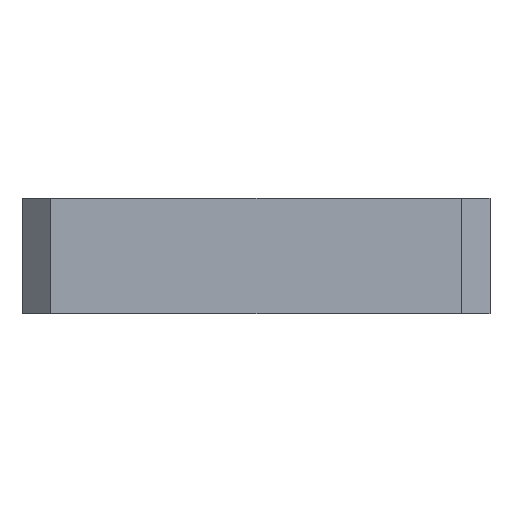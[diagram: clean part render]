
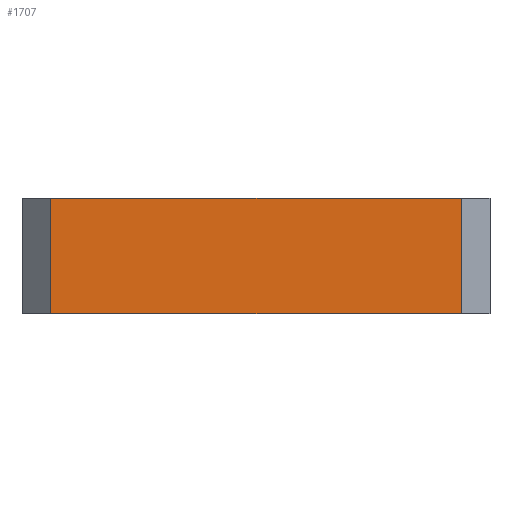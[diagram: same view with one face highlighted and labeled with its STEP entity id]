
A CAD part, left-side view. The second image highlights one B-rep face of the part: STEP entity #1707.
In plain terms, the highlighted planar face has unit normal (-1, 0, 0).
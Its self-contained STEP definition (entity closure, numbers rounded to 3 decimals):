
#24 = FACE_OUTER_BOUND ( 'NONE', #1129, .T. ) ;
#69 = VERTEX_POINT ( 'NONE', #2617 ) ;
#187 = ORIENTED_EDGE ( 'NONE', *, *, #1169, .T. ) ;
#196 = CARTESIAN_POINT ( 'NONE',  ( -20.3, 17.8, 5. ) ) ;
#242 = CARTESIAN_POINT ( 'NONE',  ( -20.3, 20.3, 5. ) ) ;
#586 = ORIENTED_EDGE ( 'NONE', *, *, #1275, .F. ) ;
#616 = VECTOR ( 'NONE', #1205, 1000. ) ;
#639 = DIRECTION ( 'NONE',  ( 1., 0., 0. ) ) ;
#743 = VERTEX_POINT ( 'NONE', #1123 ) ;
#771 = VERTEX_POINT ( 'NONE', #196 ) ;
#817 = CARTESIAN_POINT ( 'NONE',  ( -20.3, 20.3, -5. ) ) ;
#842 = AXIS2_PLACEMENT_3D ( 'NONE', #2495, #639, #2289 ) ;
#843 = PLANE ( 'NONE',  #842 ) ;
#934 = VERTEX_POINT ( 'NONE', #2325 ) ;
#1025 = LINE ( 'NONE', #1393, #616 ) ;
#1036 = DIRECTION ( 'NONE',  ( 0., -1., 0. ) ) ;
#1123 = CARTESIAN_POINT ( 'NONE',  ( -20.3, -17.8, 5. ) ) ;
#1129 = EDGE_LOOP ( 'NONE', ( #1915, #187, #586, #1850 ) ) ;
#1169 = EDGE_CURVE ( 'NONE', #69, #743, #1985, .T. ) ;
#1205 = DIRECTION ( 'NONE',  ( 0., 0., -1. ) ) ;
#1275 = EDGE_CURVE ( 'NONE', #771, #743, #1498, .T. ) ;
#1285 = LINE ( 'NONE', #817, #1896 ) ;
#1393 = CARTESIAN_POINT ( 'NONE',  ( -20.3, 17.8, 5. ) ) ;
#1498 = LINE ( 'NONE', #242, #1873 ) ;
#1591 = DIRECTION ( 'NONE',  ( 0., 0., 1. ) ) ;
#1649 = EDGE_CURVE ( 'NONE', #934, #69, #1285, .T. ) ;
#1694 = DIRECTION ( 'NONE',  ( 0., -1., 0. ) ) ;
#1707 = ADVANCED_FACE ( 'NONE', ( #24 ), #843, .F. ) ;
#1850 = ORIENTED_EDGE ( 'NONE', *, *, #2394, .T. ) ;
#1873 = VECTOR ( 'NONE', #1036, 1000. ) ;
#1896 = VECTOR ( 'NONE', #1694, 1000. ) ;
#1915 = ORIENTED_EDGE ( 'NONE', *, *, #1649, .T. ) ;
#1953 = VECTOR ( 'NONE', #1591, 1000. ) ;
#1985 = LINE ( 'NONE', #2602, #1953 ) ;
#2289 = DIRECTION ( 'NONE',  ( 0., 1., 0. ) ) ;
#2325 = CARTESIAN_POINT ( 'NONE',  ( -20.3, 17.8, -5. ) ) ;
#2394 = EDGE_CURVE ( 'NONE', #771, #934, #1025, .T. ) ;
#2495 = CARTESIAN_POINT ( 'NONE',  ( -20.3, 20.3, 5. ) ) ;
#2602 = CARTESIAN_POINT ( 'NONE',  ( -20.3, -17.8, 5. ) ) ;
#2617 = CARTESIAN_POINT ( 'NONE',  ( -20.3, -17.8, -5. ) ) ;
